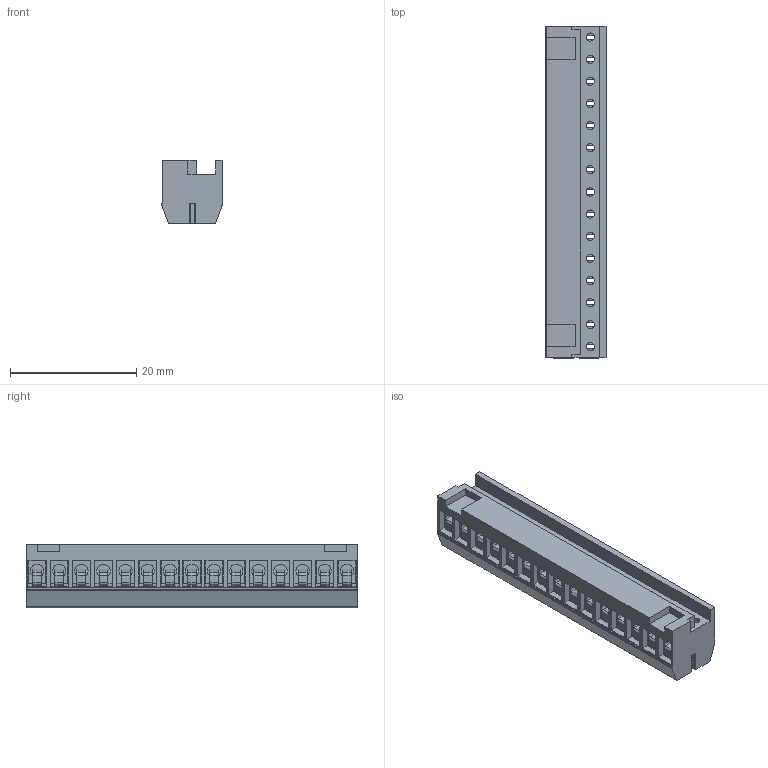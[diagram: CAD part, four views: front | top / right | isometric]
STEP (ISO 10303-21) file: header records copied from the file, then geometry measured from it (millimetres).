
FILE_DESCRIPTION((''),'2;1');
FILE_NAME('0','2024-11-15T14:21:37',('sheji'),(''),'CREO PARAMETRIC BY PTC INC, 2018100','CREO PARAMETRIC BY PTC INC, 2018100','');
FILE_SCHEMA(('CONFIG_CONTROL_DESIGN'));
Length unit declared in the file: millimetre
Products named in the file (1): 0
Bounding box: 9.5 x 52.5 x 10 mm (x, y, z)
Volume: 3687.9 mm3; surface area: 4049.8 mm2
Topology: 1 solids, 1 shells, 901 faces, 2292 edges, 1423 vertices
Faces by surface type: plane 529, cylinder 222, cone 60, bspline 45, extrusion 45
Entity records: 28206 total; most frequent: CARTESIAN_POINT 6459, ORIENTED_EDGE 4584, DIRECTION 4328, EDGE_CURVE 2292, VECTOR 1578, LINE 1533, VERTEX_POINT 1423, AXIS2_PLACEMENT_3D 1375
